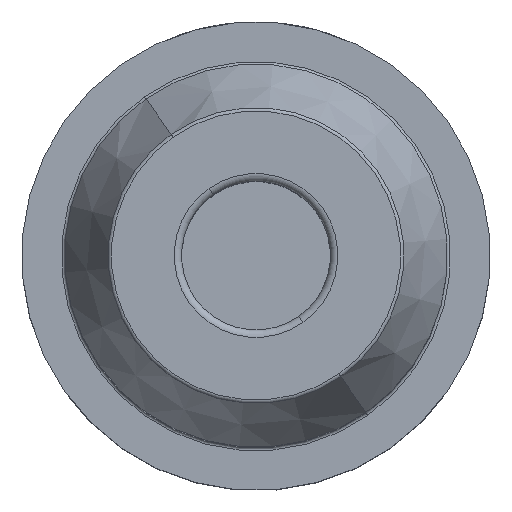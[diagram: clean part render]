
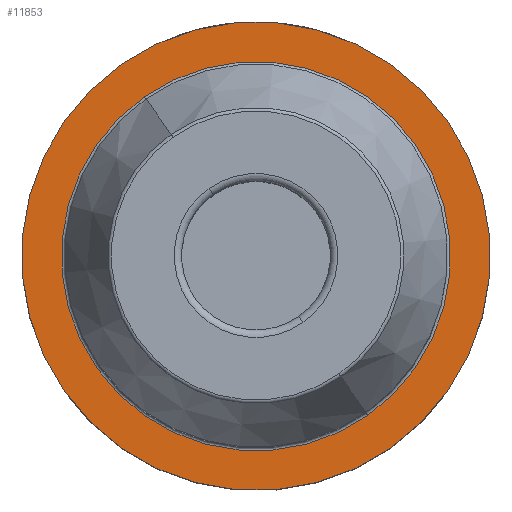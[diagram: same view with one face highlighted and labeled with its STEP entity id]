
A CAD part, top view. The second image highlights one B-rep face of the part: STEP entity #11853.
In plain terms, the highlighted planar face has unit normal (0, 0, 1).
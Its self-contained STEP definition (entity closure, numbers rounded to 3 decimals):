
#288=CARTESIAN_POINT('',(0.,0.,25.95));
#289=DIRECTION('',(0.,0.,1.));
#290=DIRECTION('',(-0.574,0.819,0.));
#291=AXIS2_PLACEMENT_3D('',#288,#289,#290);
#296=CARTESIAN_POINT('',(0.,0.,25.95));
#297=DIRECTION('',(0.,0.,-1.));
#298=DIRECTION('',(-0.574,0.819,0.));
#299=AXIS2_PLACEMENT_3D('',#296,#297,#298);
#318=CARTESIAN_POINT('',(0.,0.,25.95));
#319=DIRECTION('',(0.,0.,-1.));
#320=DIRECTION('',(-0.574,0.819,0.));
#321=AXIS2_PLACEMENT_3D('',#318,#319,#320);
#326=CARTESIAN_POINT('',(0.,0.,25.95));
#327=DIRECTION('',(0.,0.,1.));
#328=DIRECTION('',(-0.574,0.819,0.));
#329=AXIS2_PLACEMENT_3D('',#326,#327,#328);
#11394=CARTESIAN_POINT('',(-14.999,21.421,25.95));
#11395=VERTEX_POINT('',#11394);
#11396=CARTESIAN_POINT('',(-18.068,25.803,25.95));
#11398=VERTEX_POINT('',#11396);
#11466=CARTESIAN_POINT('',(14.999,-21.421,25.95));
#11467=VERTEX_POINT('',#11466);
#11468=CARTESIAN_POINT('',(18.068,-25.803,25.95));
#11470=VERTEX_POINT('',#11468);
#11838=CARTESIAN_POINT('',(0.,0.,25.95));
#11839=DIRECTION('',(0.,0.,1.));
#11840=DIRECTION('',(0.574,-0.819,0.));
#11841=AXIS2_PLACEMENT_3D('',#11838,#11839,#11840);
#11842=PLANE('',#11841);
#11844=ORIENTED_EDGE('',*,*,#11843,.T.);
#11846=ORIENTED_EDGE('',*,*,#11845,.F.);
#11847=EDGE_LOOP('',(#11844,#11846));
#11848=FACE_OUTER_BOUND('',#11847,.F.);
#11849=ORIENTED_EDGE('',*,*,#11820,.T.);
#11850=ORIENTED_EDGE('',*,*,#11831,.F.);
#11851=EDGE_LOOP('',(#11849,#11850));
#11852=FACE_BOUND('',#11851,.F.);
#11853=ADVANCED_FACE('',(#11848,#11852),#11842,.T.);
#292=CIRCLE('',#291,26.15);
#300=CIRCLE('',#299,26.15);
#322=CIRCLE('',#321,31.5);
#330=CIRCLE('',#329,31.5);
#11820=EDGE_CURVE('',#11395,#11467,#292,.T.);
#11831=EDGE_CURVE('',#11395,#11467,#300,.T.);
#11843=EDGE_CURVE('',#11398,#11470,#322,.T.);
#11845=EDGE_CURVE('',#11398,#11470,#330,.T.);
